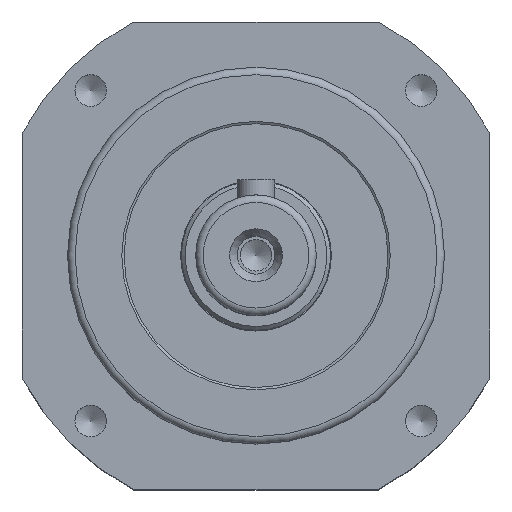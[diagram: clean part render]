
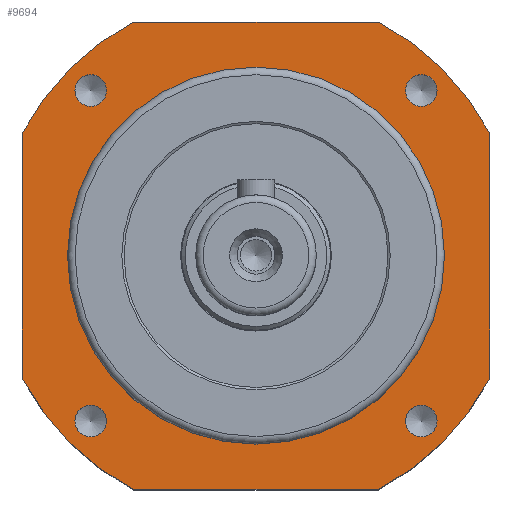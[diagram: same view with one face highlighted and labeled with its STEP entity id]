
A CAD part, top view. The second image highlights one B-rep face of the part: STEP entity #9694.
In plain terms, the highlighted planar face has unit normal (0, 0, 1).
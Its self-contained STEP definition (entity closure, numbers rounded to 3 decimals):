
#8564=CARTESIAN_POINT('',(24.02,21.92,0.));
#8565=VERTEX_POINT('',#8564);
#8566=CARTESIAN_POINT('',(21.92,21.92,0.));
#8567=DIRECTION('',(0.0,0.0,1.0));
#8568=DIRECTION('',(1.0,0.0,0.0));
#8569=AXIS2_PLACEMENT_3D('',#8566,#8567,#8568);
#8570=CIRCLE('',#8569,2.1);
#8571=EDGE_CURVE('',#8565,#8565,#8570,.T.);
#8601=CARTESIAN_POINT('',(24.02,-21.92,0.));
#8602=VERTEX_POINT('',#8601);
#8603=CARTESIAN_POINT('',(21.92,-21.92,0.));
#8604=DIRECTION('',(0.0,0.0,1.0));
#8605=DIRECTION('',(1.0,0.0,0.0));
#8606=AXIS2_PLACEMENT_3D('',#8603,#8604,#8605);
#8607=CIRCLE('',#8606,2.1);
#8608=EDGE_CURVE('',#8602,#8602,#8607,.T.);
#8638=CARTESIAN_POINT('',(-19.82,-21.92,0.));
#8639=VERTEX_POINT('',#8638);
#8640=CARTESIAN_POINT('',(-21.92,-21.92,0.));
#8641=DIRECTION('',(0.0,0.0,1.0));
#8642=DIRECTION('',(1.0,0.0,0.0));
#8643=AXIS2_PLACEMENT_3D('',#8640,#8641,#8642);
#8644=CIRCLE('',#8643,2.1);
#8645=EDGE_CURVE('',#8639,#8639,#8644,.T.);
#8675=CARTESIAN_POINT('',(-19.82,21.92,0.));
#8676=VERTEX_POINT('',#8675);
#8677=CARTESIAN_POINT('',(-21.92,21.92,0.));
#8678=DIRECTION('',(0.0,0.0,1.0));
#8679=DIRECTION('',(1.0,0.0,0.0));
#8680=AXIS2_PLACEMENT_3D('',#8677,#8678,#8679);
#8681=CIRCLE('',#8680,2.1);
#8682=EDGE_CURVE('',#8676,#8676,#8681,.T.);
#8928=CARTESIAN_POINT('',(-25.0,0.0,0.0));
#8929=VERTEX_POINT('',#8928);
#8930=CARTESIAN_POINT('',(0.0,0.0,0.0));
#8931=DIRECTION('',(0.0,0.0,1.0));
#8932=DIRECTION('',(1.0,0.0,0.0));
#8933=AXIS2_PLACEMENT_3D('',#8930,#8931,#8932);
#8934=CIRCLE('',#8933,25.0);
#8935=EDGE_CURVE('',#8929,#8929,#8934,.T.);
#9604=CARTESIAN_POINT('',(31.,-31.0,0.0));
#9605=DIRECTION('',(0.0,0.0,1.0));
#9606=DIRECTION('',(1.0,0.0,0.0));
#9607=AXIS2_PLACEMENT_3D('',#9604,#9605,#9606);
#9608=PLANE('',#9607);
#9609=CARTESIAN_POINT('',(31.,-16.248,0.0));
#9610=VERTEX_POINT('',#9609);
#9611=CARTESIAN_POINT('',(31.,16.248,0.0));
#9612=VERTEX_POINT('',#9611);
#9613=CARTESIAN_POINT('',(31.0,-16.248,0.0));
#9614=DIRECTION('',(0.0,1.0,0.0));
#9615=VECTOR('',#9614,32.496);
#9616=LINE('',#9613,#9615);
#9617=EDGE_CURVE('',#9610,#9612,#9616,.T.);
#9618=ORIENTED_EDGE('',*,*,#9617,.T.);
#9619=CARTESIAN_POINT('',(16.248,31.0,0.0));
#9620=VERTEX_POINT('',#9619);
#9621=CARTESIAN_POINT('',(0.0,0.0,0.0));
#9622=DIRECTION('',(0.0,0.0,1.0));
#9623=DIRECTION('',(1.0,0.0,0.0));
#9624=AXIS2_PLACEMENT_3D('',#9621,#9622,#9623);
#9625=CIRCLE('',#9624,35.);
#9626=EDGE_CURVE('',#9612,#9620,#9625,.T.);
#9627=ORIENTED_EDGE('',*,*,#9626,.T.);
#9628=CARTESIAN_POINT('',(-16.248,31.0,0.0));
#9629=VERTEX_POINT('',#9628);
#9630=CARTESIAN_POINT('',(16.248,31.0,0.0));
#9631=DIRECTION('',(-1.0,0.0,0.0));
#9632=VECTOR('',#9631,32.496);
#9633=LINE('',#9630,#9632);
#9634=EDGE_CURVE('',#9620,#9629,#9633,.T.);
#9635=ORIENTED_EDGE('',*,*,#9634,.T.);
#9636=CARTESIAN_POINT('',(-31.,16.248,0.0));
#9637=VERTEX_POINT('',#9636);
#9638=CARTESIAN_POINT('',(0.0,0.0,0.0));
#9639=DIRECTION('',(0.0,0.0,1.0));
#9640=DIRECTION('',(1.0,0.0,0.0));
#9641=AXIS2_PLACEMENT_3D('',#9638,#9639,#9640);
#9642=CIRCLE('',#9641,35.);
#9643=EDGE_CURVE('',#9629,#9637,#9642,.T.);
#9644=ORIENTED_EDGE('',*,*,#9643,.T.);
#9645=CARTESIAN_POINT('',(-31.,-16.248,0.0));
#9646=VERTEX_POINT('',#9645);
#9647=CARTESIAN_POINT('',(-31.,16.248,0.0));
#9648=DIRECTION('',(0.0,-1.0,0.0));
#9649=VECTOR('',#9648,32.496);
#9650=LINE('',#9647,#9649);
#9651=EDGE_CURVE('',#9637,#9646,#9650,.T.);
#9652=ORIENTED_EDGE('',*,*,#9651,.T.);
#9653=CARTESIAN_POINT('',(-16.248,-31.0,0.0));
#9654=VERTEX_POINT('',#9653);
#9655=CARTESIAN_POINT('',(0.0,0.0,0.0));
#9656=DIRECTION('',(0.0,0.0,1.0));
#9657=DIRECTION('',(1.0,0.0,0.0));
#9658=AXIS2_PLACEMENT_3D('',#9655,#9656,#9657);
#9659=CIRCLE('',#9658,35.);
#9660=EDGE_CURVE('',#9646,#9654,#9659,.T.);
#9661=ORIENTED_EDGE('',*,*,#9660,.T.);
#9662=CARTESIAN_POINT('',(16.248,-31.0,0.0));
#9663=VERTEX_POINT('',#9662);
#9664=CARTESIAN_POINT('',(-16.248,-31.0,0.0));
#9665=DIRECTION('',(1.0,0.0,0.0));
#9666=VECTOR('',#9665,32.496);
#9667=LINE('',#9664,#9666);
#9668=EDGE_CURVE('',#9654,#9663,#9667,.T.);
#9669=ORIENTED_EDGE('',*,*,#9668,.T.);
#9670=CARTESIAN_POINT('',(0.0,0.0,0.0));
#9671=DIRECTION('',(0.0,0.0,1.0));
#9672=DIRECTION('',(1.0,0.0,0.0));
#9673=AXIS2_PLACEMENT_3D('',#9670,#9671,#9672);
#9674=CIRCLE('',#9673,35.);
#9675=EDGE_CURVE('',#9663,#9610,#9674,.T.);
#9676=ORIENTED_EDGE('',*,*,#9675,.T.);
#9677=EDGE_LOOP('',(#9618,#9627,#9635,#9644,#9652,#9661,#9669,#9676));
#9678=FACE_OUTER_BOUND('',#9677,.T.);
#9679=ORIENTED_EDGE('',*,*,#8608,.F.);
#9680=EDGE_LOOP('',(#9679));
#9681=FACE_BOUND('',#9680,.T.);
#9682=ORIENTED_EDGE('',*,*,#8645,.F.);
#9683=EDGE_LOOP('',(#9682));
#9684=FACE_BOUND('',#9683,.T.);
#9685=ORIENTED_EDGE('',*,*,#8682,.F.);
#9686=EDGE_LOOP('',(#9685));
#9687=FACE_BOUND('',#9686,.T.);
#9688=ORIENTED_EDGE('',*,*,#8935,.F.);
#9689=EDGE_LOOP('',(#9688));
#9690=FACE_BOUND('',#9689,.T.);
#9691=ORIENTED_EDGE('',*,*,#8571,.F.);
#9692=EDGE_LOOP('',(#9691));
#9693=FACE_BOUND('',#9692,.T.);
#9694=ADVANCED_FACE('',(#9678,#9681,#9684,#9687,#9690,#9693),#9608,.T.);
